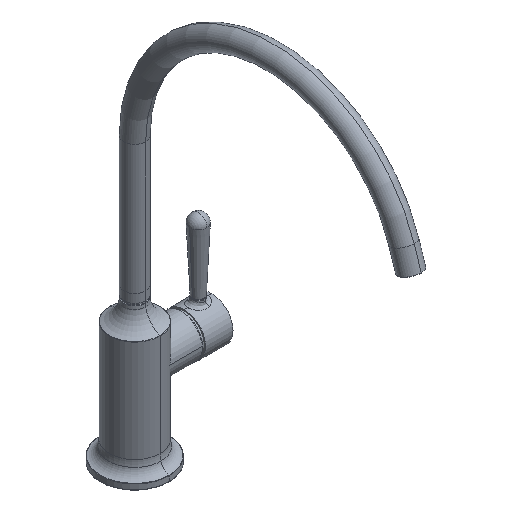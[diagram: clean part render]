
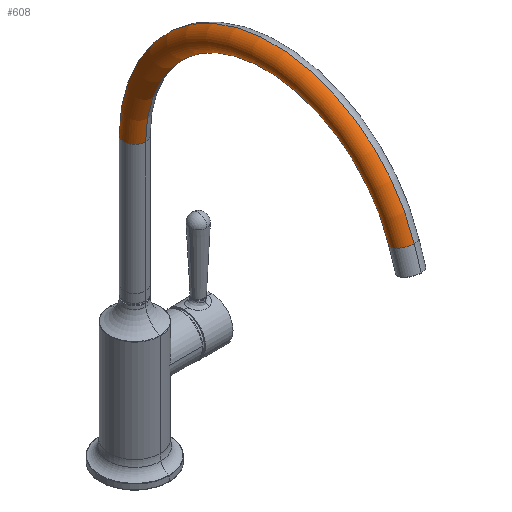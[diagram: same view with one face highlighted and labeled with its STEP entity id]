
A CAD part, isometric view. The second image highlights one B-rep face of the part: STEP entity #608.
In plain terms, the highlighted toroidal (fillet/blend) face has major radius 120 mm and minor radius 9.5 mm.
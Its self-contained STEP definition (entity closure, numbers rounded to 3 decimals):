
#71 = DIRECTION ( 'NONE',  ( 1., 0., 0. ) ) ;
#79 = CARTESIAN_POINT ( 'NONE',  ( 0., 120., 9.5 ) ) ;
#119 = CIRCLE ( 'NONE', #4604, 110.5 ) ;
#203 = AXIS2_PLACEMENT_3D ( 'NONE', #3822, #1719, #2799 ) ;
#403 = EDGE_CURVE ( 'NONE', #3428, #3360, #119, .T. ) ;
#425 = FACE_OUTER_BOUND ( 'NONE', #4051, .T. ) ;
#608 = ADVANCED_FACE ( 'NONE', ( #425 ), #3518, .T. ) ;
#609 = CIRCLE ( 'NONE', #1621, 129.5 ) ;
#831 = DIRECTION ( 'NONE',  ( 0., -0.309, -0.951 ) ) ;
#1088 = EDGE_CURVE ( 'NONE', #3199, #3428, #3896, .T. ) ;
#1220 = DIRECTION ( 'NONE',  ( 0., 0., -1. ) ) ;
#1258 = CARTESIAN_POINT ( 'NONE',  ( 0., 157.082, 234.127 ) ) ;
#1327 = DIRECTION ( 'NONE',  ( 1., 0., 0. ) ) ;
#1621 = AXIS2_PLACEMENT_3D ( 'NONE', #3964, #71, #1220 ) ;
#1649 = DIRECTION ( 'NONE',  ( 0., 1., 0. ) ) ;
#1715 = ORIENTED_EDGE ( 'NONE', *, *, #2753, .F. ) ;
#1719 = DIRECTION ( 'NONE',  ( 1., 0., 0. ) ) ;
#1829 = AXIS2_PLACEMENT_3D ( 'NONE', #2023, #1649, #3411 ) ;
#2023 = CARTESIAN_POINT ( 'NONE',  ( 0., 120., 0. ) ) ;
#2268 = EDGE_CURVE ( 'NONE', #4279, #3360, #3441, .T. ) ;
#2711 = DIRECTION ( 'NONE',  ( 0., -0.951, 0.309 ) ) ;
#2753 = EDGE_CURVE ( 'NONE', #3199, #4279, #609, .T. ) ;
#2799 = DIRECTION ( 'NONE',  ( 0., 0., -1. ) ) ;
#2976 = CARTESIAN_POINT ( 'NONE',  ( 0., 160.018, 243.162 ) ) ;
#2985 = AXIS2_PLACEMENT_3D ( 'NONE', #1258, #2711, #831 ) ;
#3141 = CARTESIAN_POINT ( 'NONE',  ( 0., 120., 120. ) ) ;
#3199 = VERTEX_POINT ( 'NONE', #3505 ) ;
#3287 = ORIENTED_EDGE ( 'NONE', *, *, #403, .T. ) ;
#3360 = VERTEX_POINT ( 'NONE', #4662 ) ;
#3411 = DIRECTION ( 'NONE',  ( 0., 0., 1. ) ) ;
#3428 = VERTEX_POINT ( 'NONE', #79 ) ;
#3441 = CIRCLE ( 'NONE', #2985, 9.5 ) ;
#3505 = CARTESIAN_POINT ( 'NONE',  ( 0., 120., -9.5 ) ) ;
#3518 = TOROIDAL_SURFACE ( 'NONE', #203, 120., 9.5 ) ;
#3822 = CARTESIAN_POINT ( 'NONE',  ( 0., 120., 120. ) ) ;
#3883 = ORIENTED_EDGE ( 'NONE', *, *, #1088, .T. ) ;
#3896 = CIRCLE ( 'NONE', #1829, 9.5 ) ;
#3964 = CARTESIAN_POINT ( 'NONE',  ( 0., 120., 120. ) ) ;
#4051 = EDGE_LOOP ( 'NONE', ( #1715, #3883, #3287, #4798 ) ) ;
#4279 = VERTEX_POINT ( 'NONE', #2976 ) ;
#4604 = AXIS2_PLACEMENT_3D ( 'NONE', #3141, #1327, #4733 ) ;
#4662 = CARTESIAN_POINT ( 'NONE',  ( 0., 154.146, 225.092 ) ) ;
#4733 = DIRECTION ( 'NONE',  ( 0., 0., -1. ) ) ;
#4798 = ORIENTED_EDGE ( 'NONE', *, *, #2268, .F. ) ;
